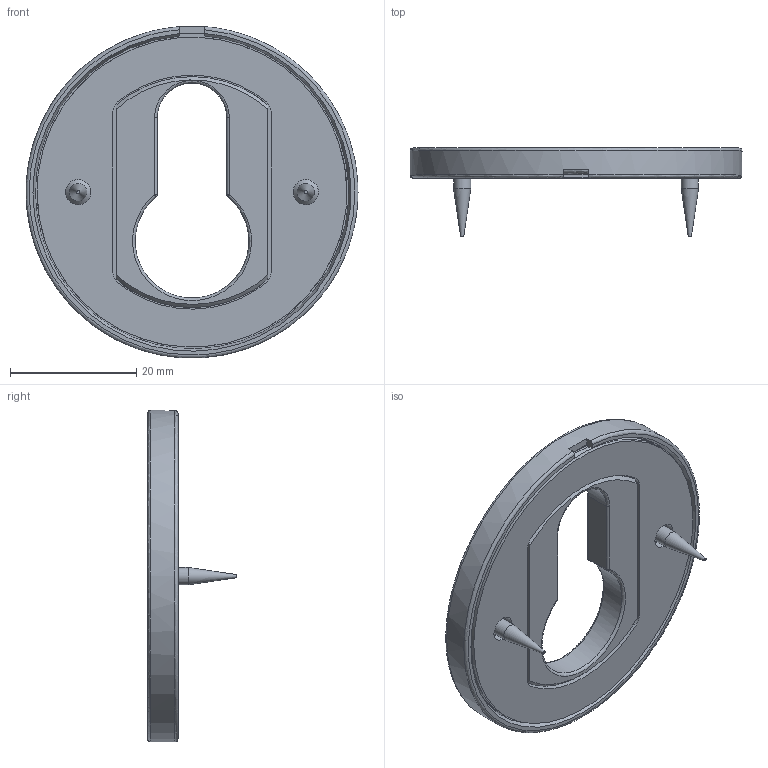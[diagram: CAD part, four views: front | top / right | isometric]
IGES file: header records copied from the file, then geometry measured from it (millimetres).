
Global section: file name: P8196; native system: Autodesk Inventor 2020; preprocessor: unknown; author: aprice; date: 20190809.120627; units: millimetre
Bounding box: 52.5 x 14 x 52.45 mm (x, y, z)
Volume: 7647 mm3; surface area: 10175.5 mm2
Topology: 5 solids, 5 shells, 96 faces, 248 edges, 165 vertices
Faces by surface type: bspline 96
